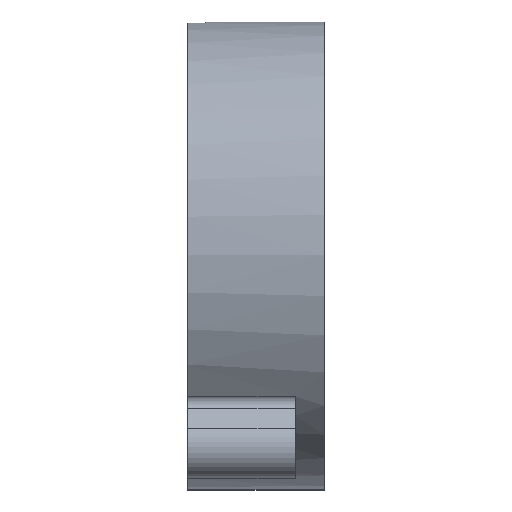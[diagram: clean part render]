
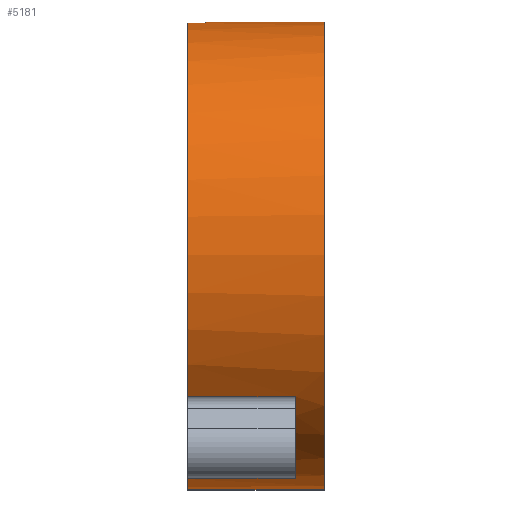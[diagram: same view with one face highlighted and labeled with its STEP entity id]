
A CAD part, top view. The second image highlights one B-rep face of the part: STEP entity #5181.
In plain terms, the highlighted cylindrical face has radius 25.65 mm (diameter 51.3 mm), a partial arc.
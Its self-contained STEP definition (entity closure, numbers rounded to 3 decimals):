
#421=FACE_OUTER_BOUND('',#726,.T.);
#726=EDGE_LOOP('',(#4373,#4374,#4375,#4376,#4377,#4378,#4379,#4380,#4381,
#4382));
#1031=LINE('',#9293,#1328);
#1040=LINE('',#9326,#1337);
#1055=LINE('',#9408,#1352);
#1056=LINE('',#9414,#1353);
#1057=LINE('',#9418,#1354);
#1328=VECTOR('',#7273,1000.);
#1337=VECTOR('',#7304,1000.);
#1352=VECTOR('',#7359,1000.);
#1353=VECTOR('',#7366,1000.);
#1354=VECTOR('',#7369,1000.);
#1851=CIRCLE('',#5866,25.65);
#1852=CIRCLE('',#5867,25.65);
#1853=CIRCLE('',#5868,25.65);
#1854=CIRCLE('',#5869,25.65);
#1855=CIRCLE('',#5870,25.65);
#2267=VERTEX_POINT('',#9289);
#2269=VERTEX_POINT('',#9292);
#2281=VERTEX_POINT('',#9322);
#2282=VERTEX_POINT('',#9324);
#2303=VERTEX_POINT('',#9406);
#2304=VERTEX_POINT('',#9407);
#2305=VERTEX_POINT('',#9411);
#2306=VERTEX_POINT('',#9413);
#2307=VERTEX_POINT('',#9415);
#2308=VERTEX_POINT('',#9417);
#2981=EDGE_CURVE('',#2267,#2269,#1031,.T.);
#2997=EDGE_CURVE('',#2281,#2282,#1040,.T.);
#3025=EDGE_CURVE('',#2303,#2304,#1055,.T.);
#3026=EDGE_CURVE('',#2304,#2269,#1851,.T.);
#3027=EDGE_CURVE('',#2281,#2267,#1852,.T.);
#3028=EDGE_CURVE('',#2282,#2305,#1853,.T.);
#3029=EDGE_CURVE('',#2306,#2305,#1056,.T.);
#3030=EDGE_CURVE('',#2307,#2306,#1854,.T.);
#3031=EDGE_CURVE('',#2307,#2308,#1057,.T.);
#3032=EDGE_CURVE('',#2303,#2308,#1855,.T.);
#4373=ORIENTED_EDGE('',*,*,#3025,.T.);
#4374=ORIENTED_EDGE('',*,*,#3026,.T.);
#4375=ORIENTED_EDGE('',*,*,#2981,.F.);
#4376=ORIENTED_EDGE('',*,*,#3027,.F.);
#4377=ORIENTED_EDGE('',*,*,#2997,.T.);
#4378=ORIENTED_EDGE('',*,*,#3028,.T.);
#4379=ORIENTED_EDGE('',*,*,#3029,.F.);
#4380=ORIENTED_EDGE('',*,*,#3030,.F.);
#4381=ORIENTED_EDGE('',*,*,#3031,.T.);
#4382=ORIENTED_EDGE('',*,*,#3032,.F.);
#4928=CYLINDRICAL_SURFACE('',#5865,25.65);
#5181=ADVANCED_FACE('',(#421),#4928,.T.);
#5865=AXIS2_PLACEMENT_3D('',#9405,#7357,#7358);
#5866=AXIS2_PLACEMENT_3D('',#9409,#7360,#7361);
#5867=AXIS2_PLACEMENT_3D('',#9410,#7362,#7363);
#5868=AXIS2_PLACEMENT_3D('',#9412,#7364,#7365);
#5869=AXIS2_PLACEMENT_3D('',#9416,#7367,#7368);
#5870=AXIS2_PLACEMENT_3D('',#9419,#7370,#7371);
#7273=DIRECTION('',(-1.,0.,0.));
#7304=DIRECTION('',(-1.,0.,0.));
#7357=DIRECTION('center_axis',(-1.,0.,0.));
#7358=DIRECTION('ref_axis',(0.,0.,
1.));
#7359=DIRECTION('',(-1.,0.,0.));
#7360=DIRECTION('center_axis',(1.,0.,0.));
#7361=DIRECTION('ref_axis',(0.,0.,-1.));
#7362=DIRECTION('center_axis',(-1.,0.,0.));
#7363=DIRECTION('ref_axis',(0.,1.,0.));
#7364=DIRECTION('center_axis',(1.,0.,0.));
#7365=DIRECTION('ref_axis',(0.,0.,-1.));
#7366=DIRECTION('',(-1.,0.,0.));
#7367=DIRECTION('center_axis',(1.,0.,0.));
#7368=DIRECTION('ref_axis',(0.,0.,-1.));
#7369=DIRECTION('',(-1.,0.,0.));
#7370=DIRECTION('center_axis',(-1.,0.,0.));
#7371=DIRECTION('ref_axis',(0.,0.,1.));
#9289=CARTESIAN_POINT('',(37.47,-13.783,35.135));
#9292=CARTESIAN_POINT('',(25.67,-13.783,35.135));
#9293=CARTESIAN_POINT('',(33.67,-13.783,35.135));
#9322=CARTESIAN_POINT('',(37.47,-19.493,29.135));
#9324=CARTESIAN_POINT('',(25.67,-19.493,29.135));
#9326=CARTESIAN_POINT('',(33.67,-19.493,29.135));
#9405=CARTESIAN_POINT('Origin',(33.67,1.7,14.686));
#9406=CARTESIAN_POINT('',(27.67,27.22,17.269));
#9407=CARTESIAN_POINT('',(25.67,27.22,17.269));
#9408=CARTESIAN_POINT('',(27.67,27.22,17.269));
#9409=CARTESIAN_POINT('Origin',(25.67,1.7,14.686));
#9410=CARTESIAN_POINT('Origin',(37.47,1.7,14.686));
#9411=CARTESIAN_POINT('',(25.67,-23.95,14.669));
#9412=CARTESIAN_POINT('Origin',(25.67,1.7,14.686));
#9413=CARTESIAN_POINT('',(40.67,-23.95,14.669));
#9414=CARTESIAN_POINT('',(33.67,-23.95,14.669));
#9415=CARTESIAN_POINT('',(40.67,27.35,14.669));
#9416=CARTESIAN_POINT('Origin',(40.67,1.7,14.686));
#9417=CARTESIAN_POINT('',(27.67,27.35,14.669));
#9418=CARTESIAN_POINT('',(33.67,27.35,14.669));
#9419=CARTESIAN_POINT('Origin',(27.67,1.7,14.686));
